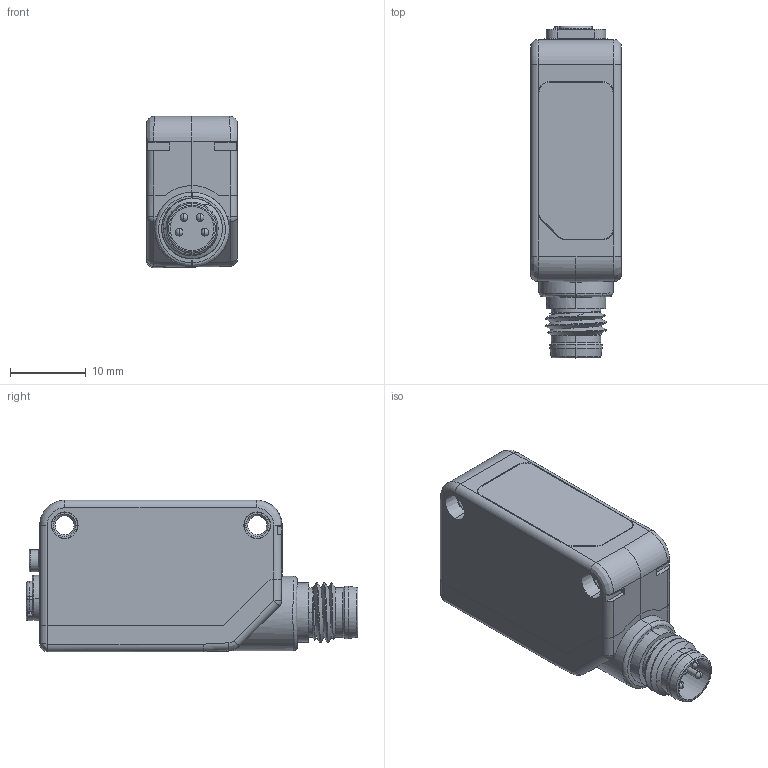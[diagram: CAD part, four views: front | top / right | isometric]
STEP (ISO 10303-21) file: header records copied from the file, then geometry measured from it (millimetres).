
FILE_DESCRIPTION((''),'2;1');
FILE_NAME('207061_ASM','2018-12-11T06:56:40',('pdmadmin'),('BANNER ENGINEERING'),'CREO PARAMETRIC BY PTC INC, 2018300','CREO PARAMETRIC BY PTC INC, 2018300','');
FILE_SCHEMA(('CONFIG_CONTROL_DESIGN'));
Products named in the file (21): 206079_AF1; 127813_AF0; 127800_INSERT_AF0; 127800_INSERT_AF1; 206079_AF0_ASM; 127806_AF0; 207062_AF0_ASM; 127810_AF0; 130017_1_AF0; 130017_2_AF0; 130017_3_AF0; 130017_3_AF1; 130017_3_AF2; 130017_3_AF3; 130017_AF0_ASM; 127819_AF0_ASM; 130387_REV_C_AF0; 127798_AF0; 127799; 127826_AF0_ASM; 207061_ASM
Assembly tree (20 placements, depth 4):
  207061_ASM
    207062_AF0_ASM
      206079_AF0_ASM
        206079_AF1
        127813_AF0
        127800_INSERT_AF0
        127800_INSERT_AF1
      127806_AF0
    127819_AF0_ASM
      127810_AF0
      130017_AF0_ASM
        130017_1_AF0
        130017_2_AF0
        130017_3_AF0
        130017_3_AF1
        130017_3_AF2
        130017_3_AF3
    130387_REV_C_AF0
    127826_AF0_ASM
      127798_AF0
      127799
Bounding box: 12 x 43.8 x 19.98 mm (x, y, z)
Volume: 3187.3 mm3; surface area: 7827.3 mm2
Topology: 15 solids, 17 shells, 873 faces, 2168 edges, 1336 vertices
Faces by surface type: plane 365, cylinder 275, cone 101, bspline 74, sphere 30, torus 28
Entity records: 31680 total; most frequent: CARTESIAN_POINT 11011, ORIENTED_EDGE 4308, DIRECTION 4134, EDGE_CURVE 2158, AXIS2_PLACEMENT_3D 1492, VERTEX_POINT 1336, VECTOR 1150, LINE 1150
